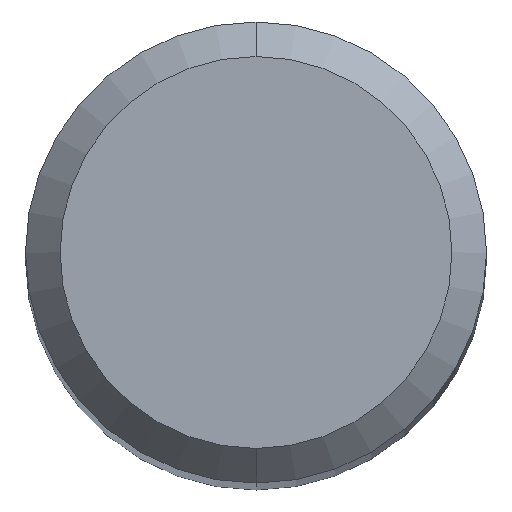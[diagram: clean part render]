
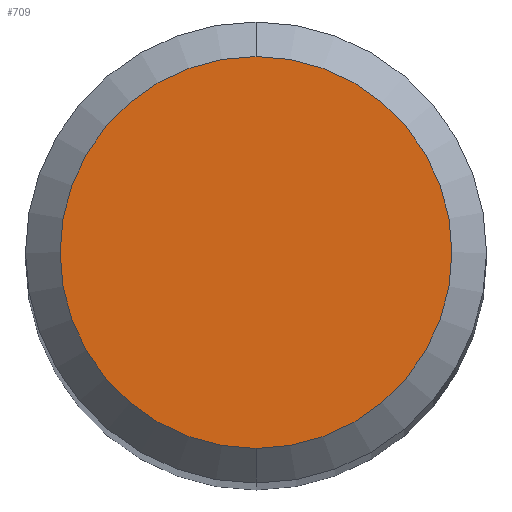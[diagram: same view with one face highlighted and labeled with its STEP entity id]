
A CAD part, top view. The second image highlights one B-rep face of the part: STEP entity #709.
In plain terms, the highlighted planar face has unit normal (0, 0, 1).
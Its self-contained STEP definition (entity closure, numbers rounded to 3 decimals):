
#441=VERTEX_POINT('',#1114);
#687=VERTEX_POINT('',#1384);
#709=ADVANCED_FACE('',(#1409),#1410,.T.);
#753=EDGE_CURVE('',#687,#441,#1456,.T.);
#943=EDGE_CURVE('',#441,#687,#1662,.T.);
#1114=CARTESIAN_POINT('',(0.,-1.7,0.0));
#1384=CARTESIAN_POINT('',(0.0,1.7,0.0));
#1409=FACE_OUTER_BOUND('',#3264,.T.);
#1410=PLANE('',#3265);
#1456=CIRCLE('',#3464,1.7);
#1662=CIRCLE('',#4329,1.7);
#3264=EDGE_LOOP('',(#5001,#5002));
#3265=AXIS2_PLACEMENT_3D('',#5003,#5004,#5005);
#3464=AXIS2_PLACEMENT_3D('',#5033,#5034,#5035);
#4329=AXIS2_PLACEMENT_3D('',#5251,#5252,#5253);
#5001=ORIENTED_EDGE('',*,*,#753,.F.);
#5002=ORIENTED_EDGE('',*,*,#943,.F.);
#5003=CARTESIAN_POINT('',(0.0,0.85,0.0));
#5004=DIRECTION('',(-0.0,0.0,1.0));
#5005=DIRECTION('',(0.0,-1.0,0.0));
#5033=CARTESIAN_POINT('',(0.0,0.0,0.0));
#5034=DIRECTION('',(0.0,0.0,-1.0));
#5035=DIRECTION('',(0.0,1.0,0.0));
#5251=CARTESIAN_POINT('',(0.0,0.0,0.0));
#5252=DIRECTION('',(0.0,0.0,-1.0));
#5253=DIRECTION('',(0.0,1.0,0.0));
